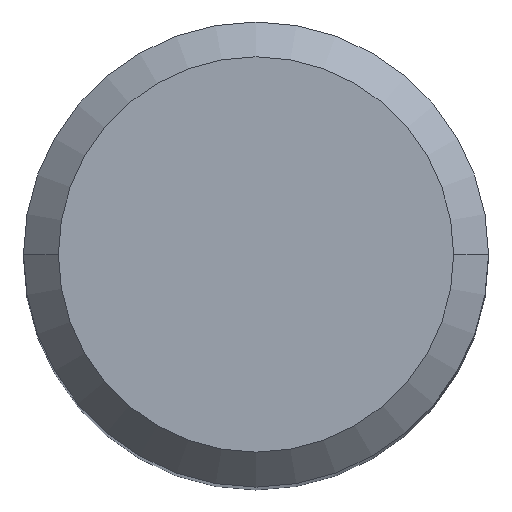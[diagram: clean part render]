
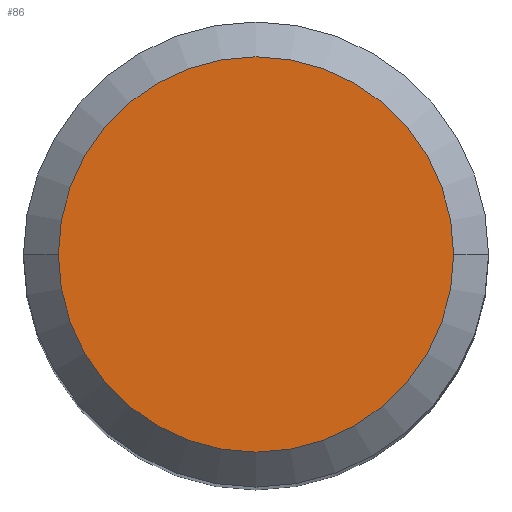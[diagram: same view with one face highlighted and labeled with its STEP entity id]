
A CAD part, top view. The second image highlights one B-rep face of the part: STEP entity #86.
In plain terms, the highlighted planar face has unit normal (0, 0, 1).
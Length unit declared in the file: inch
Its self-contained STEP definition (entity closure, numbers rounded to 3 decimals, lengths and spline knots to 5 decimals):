
#43 = DIRECTION ( 'NONE',  ( 1., 0., 0. ) ) ;
#56 = CIRCLE ( 'NONE', #239, 0.20077 ) ;
#71 = EDGE_CURVE ( 'NONE', #456, #421, #56, .T. ) ;
#86 = ADVANCED_FACE ( 'NONE', ( #220 ), #321, .F. ) ;
#115 = CARTESIAN_POINT ( 'NONE',  ( 0., 0., 0. ) ) ;
#157 = EDGE_CURVE ( 'NONE', #421, #456, #310, .T. ) ;
#168 = EDGE_LOOP ( 'NONE', ( #236, #271 ) ) ;
#182 = DIRECTION ( 'NONE',  ( 0., 0., 1. ) ) ;
#212 = CARTESIAN_POINT ( 'NONE',  ( 0., 0., 0. ) ) ;
#220 = FACE_OUTER_BOUND ( 'NONE', #168, .T. ) ;
#236 = ORIENTED_EDGE ( 'NONE', *, *, #71, .T. ) ;
#239 = AXIS2_PLACEMENT_3D ( 'NONE', #212, #182, #359 ) ;
#249 = DIRECTION ( 'NONE',  ( 0., 0., -1. ) ) ;
#271 = ORIENTED_EDGE ( 'NONE', *, *, #157, .T. ) ;
#280 = AXIS2_PLACEMENT_3D ( 'NONE', #115, #441, #43 ) ;
#310 = CIRCLE ( 'NONE', #280, 0.20077 ) ;
#321 = PLANE ( 'NONE',  #356 ) ;
#326 = CARTESIAN_POINT ( 'NONE',  ( 0.20077, 0., 0. ) ) ;
#356 = AXIS2_PLACEMENT_3D ( 'NONE', #467, #249, #400 ) ;
#359 = DIRECTION ( 'NONE',  ( 1., 0., 0. ) ) ;
#400 = DIRECTION ( 'NONE',  ( -1., 0., 0. ) ) ;
#421 = VERTEX_POINT ( 'NONE', #326 ) ;
#433 = CARTESIAN_POINT ( 'NONE',  ( -0.20077, 0., 0. ) ) ;
#441 = DIRECTION ( 'NONE',  ( 0., 0., 1. ) ) ;
#456 = VERTEX_POINT ( 'NONE', #433 ) ;
#467 = CARTESIAN_POINT ( 'NONE',  ( 0., 0., 0. ) ) ;
